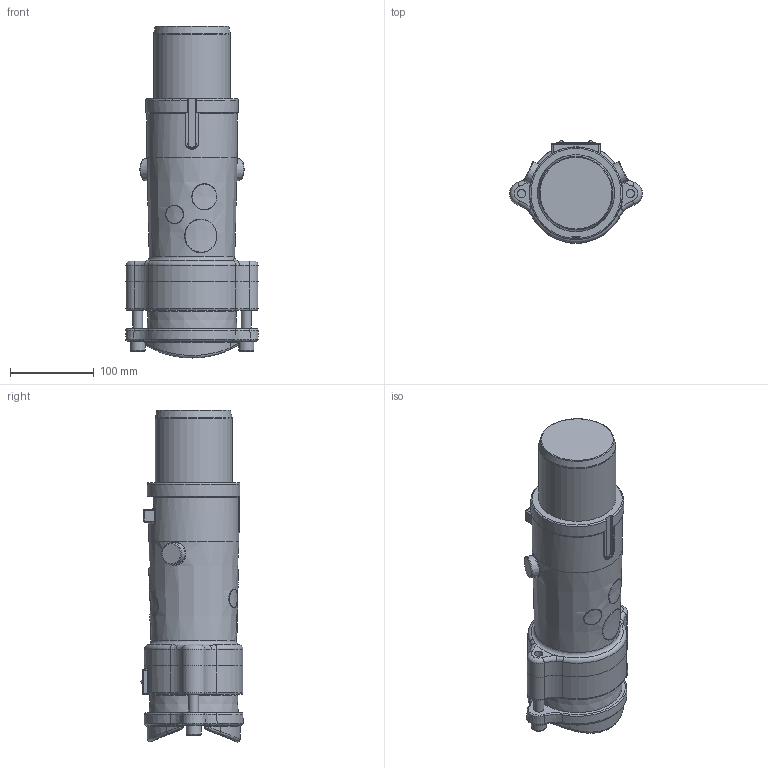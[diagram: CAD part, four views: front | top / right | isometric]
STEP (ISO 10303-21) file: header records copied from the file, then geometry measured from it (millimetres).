
FILE_DESCRIPTION(/* description */ ('PL 1100V 300 6P P Body Kit (Blue)'),/* implementation_level */ '2;1');
FILE_NAME(/* name */ 'PL Plug [Solid].stp',/* time_stamp */ '2022-10-04T10:35:55+10:00',/* author */ ('c.taylor012'),/* organization */ (''),/* preprocessor_version */ 'ST-DEVELOPER v16.5',/* originating_system */ 'Autodesk Inventor 2017',/* authorisation */ '');
FILE_SCHEMA (('AUTOMOTIVE_DESIGN { 1 0 10303 214 3 1 1 }'));
Products named in the file (9): RS1763_SLD; 1366; 1522; 1564; 1592; 1677; 2661_BL; 2472_SLD; 3170
Assembly tree (12 placements, depth 2):
  RS1763_SLD
    1366  x2
    1522  x2
    1564
    1592  x2
    1677
    2661_BL
    2472_SLD
    3170  x2
Bounding box: 158.75 x 122.37 x 396.9 mm (x, y, z)
Volume: 3444241.5 mm3; surface area: 201441 mm2
Topology: 12 solids, 12 shells, 2225 faces, 5897 edges, 4008 vertices
Faces by surface type: plane 1423, bspline 560, cylinder 109, cone 65, torus 62, sphere 6
Full cylindrical faces by diameter (mm): 0.6 x2, 0.75 x3, 1.5 x3, 2.7 x2, 3 x5, 5.5 x1, 7 x2, 9.4 x2, 10.106 x2, 11.8 x2, 12 x2, 12.2 x2, 12.5 x2, 18 x2, 92.05 x1, 108 x1
Entity records: 75455 total; most frequent: CARTESIAN_POINT 24360, ORIENTED_EDGE 11090, DIRECTION 8182, EDGE_CURVE 5545, LINE 4082, VECTOR 4082, VERTEX_POINT 3668, EDGE_LOOP 2425
